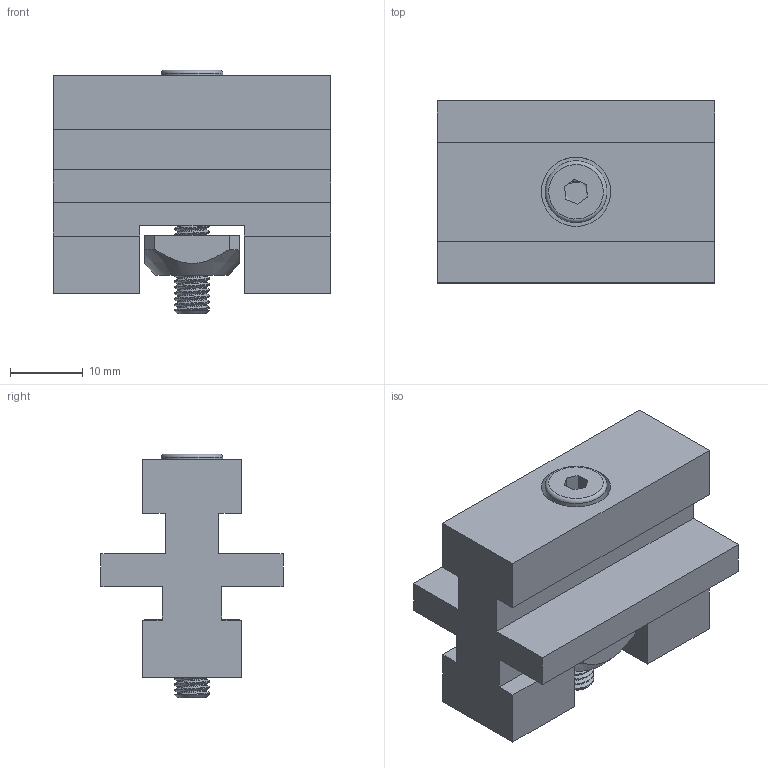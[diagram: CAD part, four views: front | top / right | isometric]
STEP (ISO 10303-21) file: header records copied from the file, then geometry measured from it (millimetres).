
FILE_DESCRIPTION(/* description */ (''),/* implementation_level */ '2;1');
FILE_NAME(/* name */ '55-100-0 v2.step',/* time_stamp */ '2020-12-16T08:12:25-05:00',/* author */ (''),/* organization */ (''),/* preprocessor_version */ 'ST-DEVELOPER v18.1',/* originating_system */ 'Autodesk Translation Framework v9.7.1.1290',/* authorisation */ '');
FILE_SCHEMA (('AUTOMOTIVE_DESIGN { 1 0 10303 214 3 1 1 }'));
Length unit declared in the file: millimetre
Products named in the file (4): 55-100-0; 21.9200 Parallel Slide Element; 21.1237 M5 x 30; 21.1320 M5 SQUARE NUT
Assembly tree (3 placements, depth 2):
  55-100-0
    21.9200 Parallel Slide Element
    21.1237 M5 x 30
    21.1320 M5 SQUARE NUT
Bounding box: 38.1 x 25 x 33.5 mm (x, y, z)
Volume: 13991.8 mm3; surface area: 7583.6 mm2
Topology: 3 solids, 3 shells, 137 faces, 385 edges, 256 vertices
Faces by surface type: cylinder 80, plane 51, cone 3, bspline 2, torus 1
Full cylindrical faces by diameter (mm): 3.99 x15, 4.901 x25, 5 x1, 6 x1, 8.5 x1, 9.5 x1
Entity records: 8704 total; most frequent: CARTESIAN_POINT 5378, ORIENTED_EDGE 768, DIRECTION 515, EDGE_CURVE 384, VERTEX_POINT 256, LINE 193, VECTOR 193, AXIS2_PLACEMENT_3D 161
